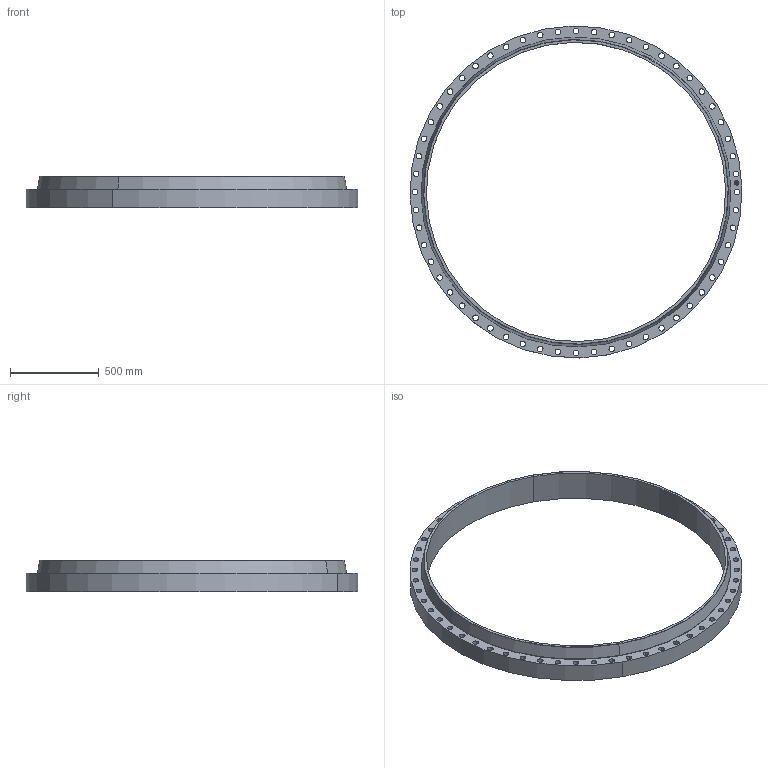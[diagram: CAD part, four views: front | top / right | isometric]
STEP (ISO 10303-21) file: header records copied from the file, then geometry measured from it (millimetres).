
FILE_DESCRIPTION(('3D STEP'),'2;1');
FILE_NAME('66-175-FF-SO-BCIS-FLANGE.stp','2013-09-15T06:43:16+00:00',('Texas Flange'),(''),'CATIA Version 5 Release 20 SP 6 (IN-10)','CATIA V5 STEP AP214','800-826-3801');
FILE_SCHEMA(('AUTOMOTIVE_DESIGN { 1 0 10303 214 1 1 1 1 }'));
Length unit declared in the file: inch
Products named in the file (1): 66-175-FF-SO-BCIS-FLANGE
Bounding box: 1866.38 x 1866.38 x 174.75 mm (x, y, z)
Volume: 56327819.2 mm3; surface area: 3353823.4 mm2
Topology: 1 solids, 1 shells, 510 faces, 1466 edges, 976 vertices
Faces by surface type: plane 368, cylinder 136, torus 4, cone 2
Entity records: 18748 total; most frequent: ORIENTED_EDGE 2932, CARTESIAN_POINT 2858, DIRECTION 2296, EDGE_CURVE 1466, VECTOR 1182, LINE 1182, VERTEX_POINT 976, AXIS2_PLACEMENT_3D 700
